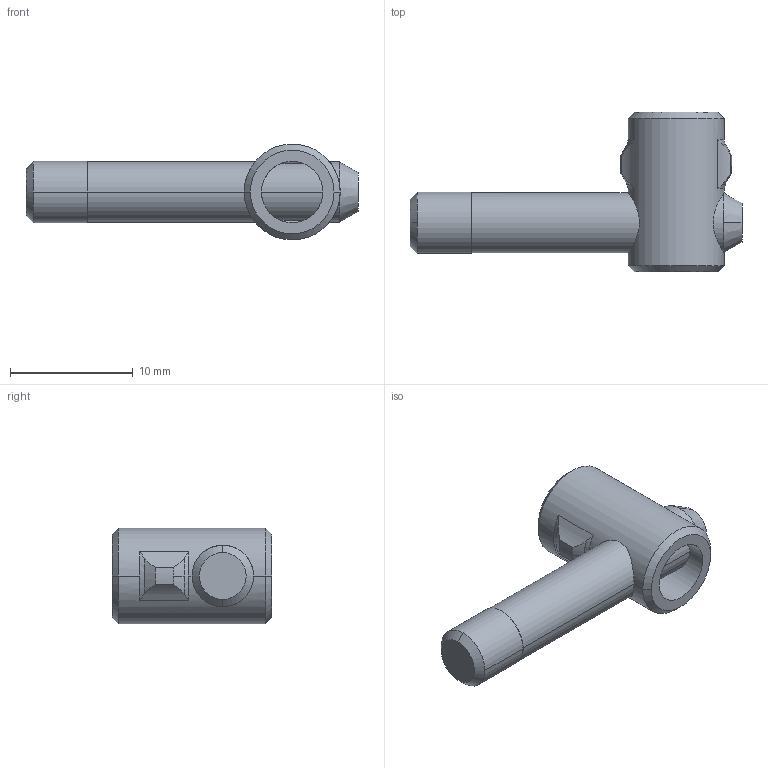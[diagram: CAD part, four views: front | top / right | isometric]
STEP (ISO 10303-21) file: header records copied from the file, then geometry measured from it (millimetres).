
FILE_DESCRIPTION (( 'STEP AP214' ), '1' );
FILE_NAME ('FIXE05E1525-Fixation centrale double 5 20.step', '2023-03-24T09:58:43', ( 'Altae' ), ( '' ), 'SwSTEP 2.0', 'SolidWorks 2021', '' );
FILE_SCHEMA (( 'AUTOMOTIVE_DESIGN' ));
Length unit declared in the file: millimetre
Products named in the file (1): FIXE05E1525-Fixation centrale double 5 20
Bounding box: 27 x 13 x 7.8 mm (x, y, z)
Volume: 957.7 mm3; surface area: 1185.3 mm2
Topology: 3 solids, 3 shells, 65 faces, 173 edges, 110 vertices
Faces by surface type: cone 27, cylinder 20, plane 13, bspline 5
Entity records: 2440 total; most frequent: CARTESIAN_POINT 830, ORIENTED_EDGE 338, DIRECTION 312, EDGE_CURVE 169, AXIS2_PLACEMENT_3D 127, VERTEX_POINT 110, EDGE_LOOP 71, CIRCLE 66
